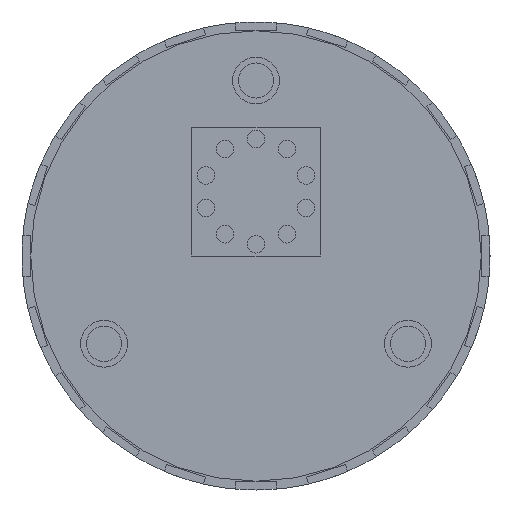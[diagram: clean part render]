
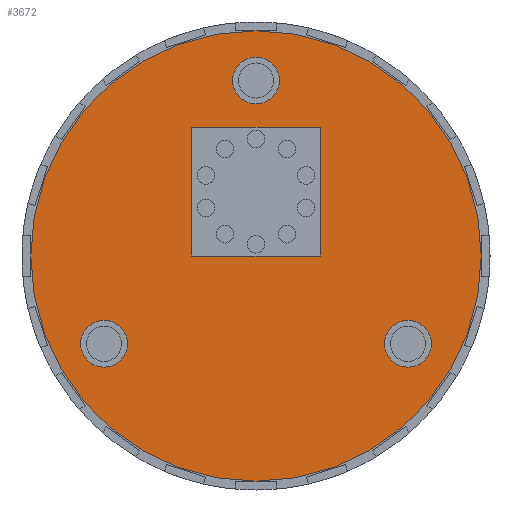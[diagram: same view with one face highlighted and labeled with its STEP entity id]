
A CAD part, front view. The second image highlights one B-rep face of the part: STEP entity #3672.
In plain terms, the highlighted planar face has unit normal (0, -1, 0).
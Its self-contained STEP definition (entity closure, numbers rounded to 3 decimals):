
#159 = CARTESIAN_POINT ( 'NONE',  ( -12.99, 0., -9.5 ) ) ;
#179 = EDGE_CURVE ( 'NONE', #4120, #4908, #246, .T. ) ;
#187 = CARTESIAN_POINT ( 'NONE',  ( -5.5, 0., 11. ) ) ;
#221 = ORIENTED_EDGE ( 'NONE', *, *, #3713, .F. ) ;
#234 = DIRECTION ( 'NONE',  ( 0., 0., -1. ) ) ;
#246 = CIRCLE ( 'NONE', #1098, 2. ) ;
#359 = VERTEX_POINT ( 'NONE', #187 ) ;
#392 = DIRECTION ( 'NONE',  ( 0., 0., -1. ) ) ;
#467 = CIRCLE ( 'NONE', #2848, 2. ) ;
#500 = EDGE_CURVE ( 'NONE', #4908, #4120, #3912, .T. ) ;
#545 = LINE ( 'NONE', #3194, #4422 ) ;
#559 = CARTESIAN_POINT ( 'NONE',  ( -5.5, 0., 11. ) ) ;
#586 = VECTOR ( 'NONE', #1526, 1000. ) ;
#621 = CARTESIAN_POINT ( 'NONE',  ( 0., 0., 17. ) ) ;
#741 = LINE ( 'NONE', #559, #586 ) ;
#762 = EDGE_LOOP ( 'NONE', ( #221, #4274, #2562, #3621 ) ) ;
#859 = CIRCLE ( 'NONE', #3555, 2. ) ;
#878 = VERTEX_POINT ( 'NONE', #1278 ) ;
#939 = CARTESIAN_POINT ( 'NONE',  ( -12.99, 0., -7.5 ) ) ;
#994 = PLANE ( 'NONE',  #1212 ) ;
#1039 = EDGE_LOOP ( 'NONE', ( #2394, #2983 ) ) ;
#1043 = FACE_BOUND ( 'NONE', #762, .T. ) ;
#1060 = CARTESIAN_POINT ( 'NONE',  ( -12.99, 0., -7.5 ) ) ;
#1098 = AXIS2_PLACEMENT_3D ( 'NONE', #6200, #3293, #392 ) ;
#1107 = CARTESIAN_POINT ( 'NONE',  ( 0., 0., 0. ) ) ;
#1202 = CARTESIAN_POINT ( 'NONE',  ( 5.5, 0., 0. ) ) ;
#1212 = AXIS2_PLACEMENT_3D ( 'NONE', #2475, #5861, #2961 ) ;
#1258 = AXIS2_PLACEMENT_3D ( 'NONE', #1107, #4516, #1617 ) ;
#1278 = CARTESIAN_POINT ( 'NONE',  ( 0., 0., -19.25 ) ) ;
#1445 = DIRECTION ( 'NONE',  ( 0., 0., -1. ) ) ;
#1490 = ORIENTED_EDGE ( 'NONE', *, *, #5847, .F. ) ;
#1515 = FACE_BOUND ( 'NONE', #2812, .T. ) ;
#1526 = DIRECTION ( 'NONE',  ( -1., 0., 0. ) ) ;
#1528 = CARTESIAN_POINT ( 'NONE',  ( 0., 0., 13. ) ) ;
#1568 = DIRECTION ( 'NONE',  ( 0., 0., -1. ) ) ;
#1617 = DIRECTION ( 'NONE',  ( 0., 0., 1. ) ) ;
#1803 = ORIENTED_EDGE ( 'NONE', *, *, #4653, .F. ) ;
#1821 = ORIENTED_EDGE ( 'NONE', *, *, #2660, .F. ) ;
#1930 = EDGE_CURVE ( 'NONE', #4612, #878, #5032, .T. ) ;
#1943 = CARTESIAN_POINT ( 'NONE',  ( -5.5, 0., 0. ) ) ;
#2024 = EDGE_CURVE ( 'NONE', #359, #3634, #3440, .T. ) ;
#2126 = DIRECTION ( 'NONE',  ( 0., -1., 0. ) ) ;
#2264 = CARTESIAN_POINT ( 'NONE',  ( 12.99, 0., -7.5 ) ) ;
#2353 = FACE_BOUND ( 'NONE', #5111, .T. ) ;
#2371 = AXIS2_PLACEMENT_3D ( 'NONE', #939, #4342, #1445 ) ;
#2394 = ORIENTED_EDGE ( 'NONE', *, *, #179, .F. ) ;
#2475 = CARTESIAN_POINT ( 'NONE',  ( 0., 0., 0. ) ) ;
#2499 = DIRECTION ( 'NONE',  ( 0., 1., 0. ) ) ;
#2508 = CARTESIAN_POINT ( 'NONE',  ( 5.5, 0., 11. ) ) ;
#2524 = VERTEX_POINT ( 'NONE', #1528 ) ;
#2562 = ORIENTED_EDGE ( 'NONE', *, *, #5526, .F. ) ;
#2648 = CARTESIAN_POINT ( 'NONE',  ( -5.5, 0., 11. ) ) ;
#2660 = EDGE_CURVE ( 'NONE', #2524, #3120, #467, .T. ) ;
#2669 = AXIS2_PLACEMENT_3D ( 'NONE', #2880, #6275, #3375 ) ;
#2751 = DIRECTION ( 'NONE',  ( 0., 0., -1. ) ) ;
#2812 = EDGE_LOOP ( 'NONE', ( #1803, #1490 ) ) ;
#2848 = AXIS2_PLACEMENT_3D ( 'NONE', #5028, #2126, #5520 ) ;
#2880 = CARTESIAN_POINT ( 'NONE',  ( 0., 0., 15. ) ) ;
#2884 = EDGE_CURVE ( 'NONE', #3120, #2524, #5092, .T. ) ;
#2961 = DIRECTION ( 'NONE',  ( 0., 0., 1. ) ) ;
#2983 = ORIENTED_EDGE ( 'NONE', *, *, #500, .F. ) ;
#3016 = AXIS2_PLACEMENT_3D ( 'NONE', #5403, #2499, #5888 ) ;
#3120 = VERTEX_POINT ( 'NONE', #621 ) ;
#3134 = VECTOR ( 'NONE', #234, 1000. ) ;
#3194 = CARTESIAN_POINT ( 'NONE',  ( -5.5, 0., 0. ) ) ;
#3293 = DIRECTION ( 'NONE',  ( 0., -1., 0. ) ) ;
#3375 = DIRECTION ( 'NONE',  ( 0., 0., -1. ) ) ;
#3438 = CARTESIAN_POINT ( 'NONE',  ( -12.99, 0., -5.5 ) ) ;
#3440 = LINE ( 'NONE', #2648, #3134 ) ;
#3505 = CIRCLE ( 'NONE', #3016, 19.25 ) ;
#3521 = EDGE_LOOP ( 'NONE', ( #6218, #4340 ) ) ;
#3555 = AXIS2_PLACEMENT_3D ( 'NONE', #1060, #4463, #1568 ) ;
#3621 = ORIENTED_EDGE ( 'NONE', *, *, #2024, .F. ) ;
#3634 = VERTEX_POINT ( 'NONE', #1943 ) ;
#3650 = VERTEX_POINT ( 'NONE', #3438 ) ;
#3656 = FACE_BOUND ( 'NONE', #1039, .T. ) ;
#3670 = DIRECTION ( 'NONE',  ( 1., 0., 0. ) ) ;
#3672 = ADVANCED_FACE ( 'NONE', ( #1043, #1515, #3656, #2353, #6073 ), #994, .F. ) ;
#3713 = EDGE_CURVE ( 'NONE', #4145, #359, #741, .T. ) ;
#3804 = CIRCLE ( 'NONE', #2371, 2. ) ;
#3912 = CIRCLE ( 'NONE', #4571, 2. ) ;
#4120 = VERTEX_POINT ( 'NONE', #5875 ) ;
#4145 = VERTEX_POINT ( 'NONE', #2508 ) ;
#4232 = VERTEX_POINT ( 'NONE', #159 ) ;
#4274 = ORIENTED_EDGE ( 'NONE', *, *, #5536, .F. ) ;
#4278 = LINE ( 'NONE', #4658, #5411 ) ;
#4340 = ORIENTED_EDGE ( 'NONE', *, *, #1930, .F. ) ;
#4342 = DIRECTION ( 'NONE',  ( 0., -1., 0. ) ) ;
#4422 = VECTOR ( 'NONE', #3670, 1000. ) ;
#4463 = DIRECTION ( 'NONE',  ( 0., -1., 0. ) ) ;
#4516 = DIRECTION ( 'NONE',  ( 0., 1., 0. ) ) ;
#4571 = AXIS2_PLACEMENT_3D ( 'NONE', #2264, #5653, #2751 ) ;
#4612 = VERTEX_POINT ( 'NONE', #5860 ) ;
#4653 = EDGE_CURVE ( 'NONE', #4232, #3650, #859, .T. ) ;
#4658 = CARTESIAN_POINT ( 'NONE',  ( 5.5, 0., 11. ) ) ;
#4661 = CARTESIAN_POINT ( 'NONE',  ( 12.99, 0., -5.5 ) ) ;
#4908 = VERTEX_POINT ( 'NONE', #4661 ) ;
#5028 = CARTESIAN_POINT ( 'NONE',  ( 0., 0., 15. ) ) ;
#5032 = CIRCLE ( 'NONE', #1258, 19.25 ) ;
#5092 = CIRCLE ( 'NONE', #2669, 2. ) ;
#5111 = EDGE_LOOP ( 'NONE', ( #1821, #5896 ) ) ;
#5139 = DIRECTION ( 'NONE',  ( 0., 0., 1. ) ) ;
#5403 = CARTESIAN_POINT ( 'NONE',  ( 0., 0., 0. ) ) ;
#5411 = VECTOR ( 'NONE', #5139, 1000. ) ;
#5520 = DIRECTION ( 'NONE',  ( 0., 0., -1. ) ) ;
#5526 = EDGE_CURVE ( 'NONE', #3634, #6063, #545, .T. ) ;
#5536 = EDGE_CURVE ( 'NONE', #6063, #4145, #4278, .T. ) ;
#5653 = DIRECTION ( 'NONE',  ( 0., -1., 0. ) ) ;
#5847 = EDGE_CURVE ( 'NONE', #3650, #4232, #3804, .T. ) ;
#5860 = CARTESIAN_POINT ( 'NONE',  ( 0., 0., 19.25 ) ) ;
#5861 = DIRECTION ( 'NONE',  ( 0., 1., 0. ) ) ;
#5868 = EDGE_CURVE ( 'NONE', #878, #4612, #3505, .T. ) ;
#5875 = CARTESIAN_POINT ( 'NONE',  ( 12.99, 0., -9.5 ) ) ;
#5888 = DIRECTION ( 'NONE',  ( 0., 0., 1. ) ) ;
#5896 = ORIENTED_EDGE ( 'NONE', *, *, #2884, .F. ) ;
#6063 = VERTEX_POINT ( 'NONE', #1202 ) ;
#6073 = FACE_OUTER_BOUND ( 'NONE', #3521, .T. ) ;
#6200 = CARTESIAN_POINT ( 'NONE',  ( 12.99, 0., -7.5 ) ) ;
#6218 = ORIENTED_EDGE ( 'NONE', *, *, #5868, .F. ) ;
#6275 = DIRECTION ( 'NONE',  ( 0., -1., 0. ) ) ;
